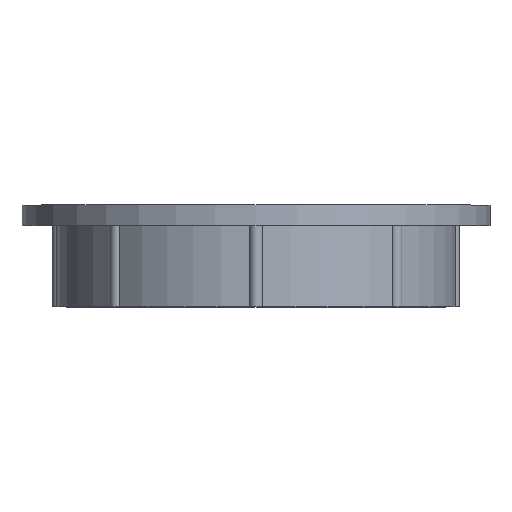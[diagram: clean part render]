
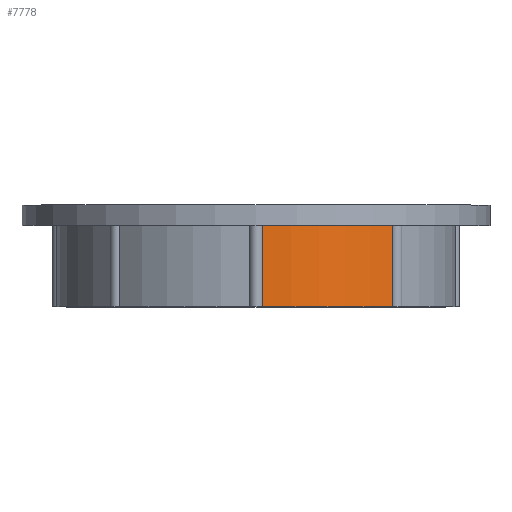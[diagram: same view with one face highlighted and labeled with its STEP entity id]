
A CAD part, top view. The second image highlights one B-rep face of the part: STEP entity #7778.
In plain terms, the highlighted cylindrical face has radius 9.8 mm (diameter 19.6 mm), a partial arc.
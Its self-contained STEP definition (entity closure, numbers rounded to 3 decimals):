
#795 = DIRECTION ( 'NONE',  ( 0., -1., 0. ) ) ;
#941 = CARTESIAN_POINT ( 'NONE',  ( 0., 0., 0. ) ) ;
#1455 = VERTEX_POINT ( 'NONE', #1870 ) ;
#1536 = LINE ( 'NONE', #11884, #4054 ) ;
#1870 = CARTESIAN_POINT ( 'NONE',  ( 6.713, 4., 7.14 ) ) ;
#1894 = VECTOR ( 'NONE', #795, 1000. ) ;
#1971 = DIRECTION ( 'NONE',  ( 0., -1., 0. ) ) ;
#2172 = DIRECTION ( 'NONE',  ( 0., -1., 0. ) ) ;
#3229 = AXIS2_PLACEMENT_3D ( 'NONE', #11924, #2172, #5520 ) ;
#3380 = CIRCLE ( 'NONE', #7484, 9.8 ) ;
#3396 = FACE_OUTER_BOUND ( 'NONE', #12300, .T. ) ;
#3942 = VERTEX_POINT ( 'NONE', #11721 ) ;
#4054 = VECTOR ( 'NONE', #4788, 1000. ) ;
#4445 = ORIENTED_EDGE ( 'NONE', *, *, #9329, .F. ) ;
#4711 = LINE ( 'NONE', #8311, #1894 ) ;
#4788 = DIRECTION ( 'NONE',  ( 0., -1., 0. ) ) ;
#5520 = DIRECTION ( 'NONE',  ( 0., 0., -1. ) ) ;
#6121 = ORIENTED_EDGE ( 'NONE', *, *, #11952, .T. ) ;
#6494 = CARTESIAN_POINT ( 'NONE',  ( 6.713, 0., 7.14 ) ) ;
#6871 = CARTESIAN_POINT ( 'NONE',  ( 0.302, 0., 9.795 ) ) ;
#7484 = AXIS2_PLACEMENT_3D ( 'NONE', #12338, #13399, #7937 ) ;
#7778 = ADVANCED_FACE ( 'NONE', ( #3396 ), #11863, .T. ) ;
#7937 = DIRECTION ( 'NONE',  ( 0., 0., -1. ) ) ;
#8232 = EDGE_CURVE ( 'NONE', #3942, #9253, #4711, .T. ) ;
#8311 = CARTESIAN_POINT ( 'NONE',  ( 0.302, 5.002, 9.795 ) ) ;
#8351 = EDGE_CURVE ( 'NONE', #1455, #10618, #1536, .T. ) ;
#8451 = DIRECTION ( 'NONE',  ( 0., 0., -1. ) ) ;
#9253 = VERTEX_POINT ( 'NONE', #6871 ) ;
#9329 = EDGE_CURVE ( 'NONE', #10618, #9253, #3380, .T. ) ;
#9425 = AXIS2_PLACEMENT_3D ( 'NONE', #941, #1971, #8451 ) ;
#10618 = VERTEX_POINT ( 'NONE', #6494 ) ;
#11721 = CARTESIAN_POINT ( 'NONE',  ( 0.302, 4., 9.795 ) ) ;
#11863 = CYLINDRICAL_SURFACE ( 'NONE', #9425, 9.8 ) ;
#11884 = CARTESIAN_POINT ( 'NONE',  ( 6.713, 5.002, 7.14 ) ) ;
#11924 = CARTESIAN_POINT ( 'NONE',  ( 0., 4., 0. ) ) ;
#11952 = EDGE_CURVE ( 'NONE', #1455, #3942, #13514, .T. ) ;
#12300 = EDGE_LOOP ( 'NONE', ( #12566, #6121, #12723, #4445 ) ) ;
#12338 = CARTESIAN_POINT ( 'NONE',  ( 0., 0., 0. ) ) ;
#12566 = ORIENTED_EDGE ( 'NONE', *, *, #8351, .F. ) ;
#12723 = ORIENTED_EDGE ( 'NONE', *, *, #8232, .T. ) ;
#13399 = DIRECTION ( 'NONE',  ( 0., -1., 0. ) ) ;
#13514 = CIRCLE ( 'NONE', #3229, 9.8 ) ;
